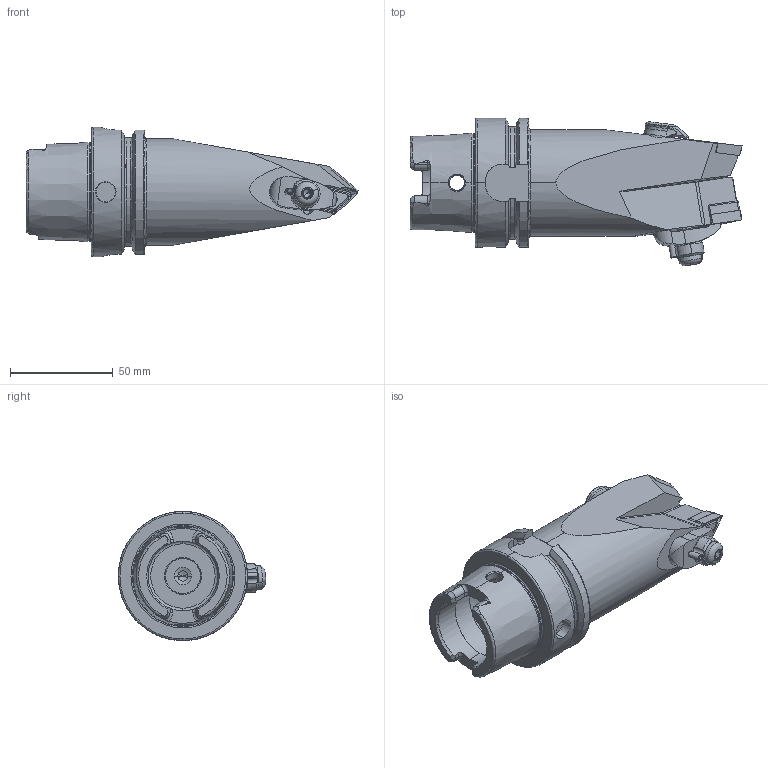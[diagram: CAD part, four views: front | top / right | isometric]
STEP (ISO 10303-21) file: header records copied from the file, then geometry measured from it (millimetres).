
FILE_DESCRIPTION (( 'STEP AP214' ), '1' );
FILE_NAME ('HA6.KDF.NXD.130.STEP', '2023-08-23T11:33:53', ( '' ), ( '' ), 'SwSTEP 2.0', 'SolidWorks 2017', '' );
FILE_SCHEMA (( 'AUTOMOTIVE_DESIGN' ));
Length unit declared in the file: millimetre
Products named in the file (18): WCC-ER5.102.005_A; WCC-ER3.102.024_C; VBMT160404; DIN 3771 - 6.5x1.5; WCC-ER5.102.012_B; ISO 8752 2x8; WCC-ER4.103.032_A; HA6.KDF.NXD.130; DIN 7991 - M5x18; WDF-ER2.101.004_A; CHP-PCX.000.022_B; DIN 3771 - 13x1; WCC-ER2.001.010_A; HA6-KDF.NXD.130_A; DNMG150404; CHP-PCX.000.022_D《e; ISO 13337 - 3 x 12_PreviewCfg; WCB-ER2.001.009_B
Assembly tree (17 placements, depth 3):
  HA6.KDF.NXD.130
    HA6-KDF.NXD.130_A
    DNMG150404
    WDF-ER2.101.004_A
    WCC-ER2.001.010_A
    WCC-ER4.103.032_A
    WCC-ER5.102.012_B
    WCC-ER3.102.024_C
    ISO 13337 - 3 x 12_PreviewCfg
    WCC-ER5.102.005_A
    VBMT160404
    ISO 8752 2x8
    CHP-PCX.000.022_D《e
      CHP-PCX.000.022_B
      DIN 3771 - 13x1
      DIN 3771 - 6.5x1.5
      DIN 7991 - M5x18
    WCB-ER2.001.009_B
Bounding box: 161.91 x 71.87 x 63 mm (x, y, z)
Volume: 227738.7 mm3; surface area: 46682.7 mm2
Topology: 16 solids, 16 shells, 750 faces, 1897 edges, 1162 vertices
Faces by surface type: cylinder 234, plane 194, cone 149, torus 95, bspline 76, sphere 2
Entity records: 29110 total; most frequent: CARTESIAN_POINT 10511, ORIENTED_EDGE 3742, DIRECTION 3423, EDGE_CURVE 1871, AXIS2_PLACEMENT_3D 1367, VERTEX_POINT 1162, EDGE_LOOP 793, FACE_OUTER_BOUND 750
